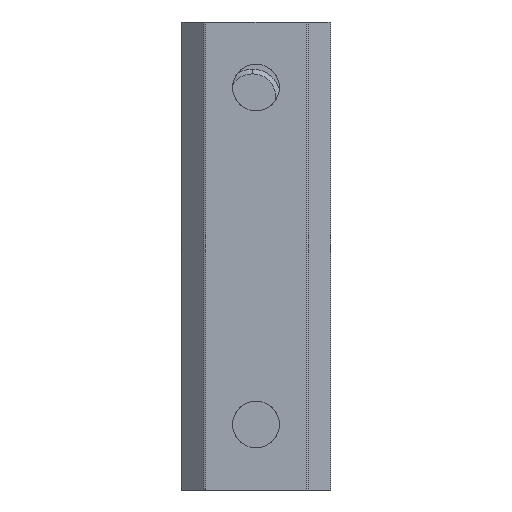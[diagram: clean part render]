
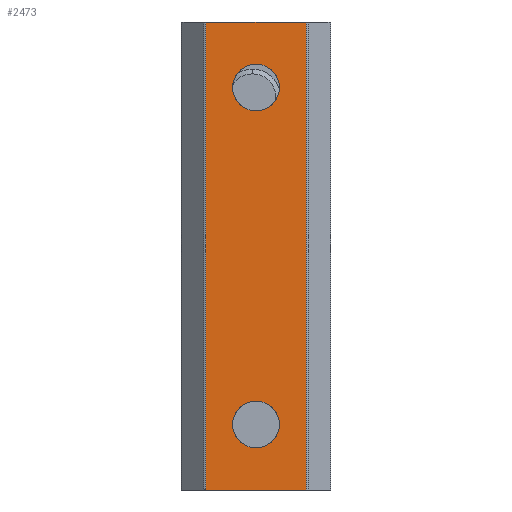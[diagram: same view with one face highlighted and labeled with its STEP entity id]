
A CAD part, front view. The second image highlights one B-rep face of the part: STEP entity #2473.
In plain terms, the highlighted planar face has unit normal (0, -1, 0).
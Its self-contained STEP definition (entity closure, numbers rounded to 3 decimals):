
#42 = CIRCLE ( 'NONE', #1979, 2.5 ) ;
#64 = EDGE_LOOP ( 'NONE', ( #1138, #891, #1626, #2298 ) ) ;
#84 = DIRECTION ( 'NONE',  ( 0., 0., 1. ) ) ;
#128 = VERTEX_POINT ( 'NONE', #1066 ) ;
#156 = FACE_BOUND ( 'NONE', #471, .T. ) ;
#240 = ORIENTED_EDGE ( 'NONE', *, *, #628, .F. ) ;
#271 = AXIS2_PLACEMENT_3D ( 'NONE', #1291, #1330, #2142 ) ;
#282 = DIRECTION ( 'NONE',  ( 0., -1., 0. ) ) ;
#305 = CARTESIAN_POINT ( 'NONE',  ( 5.5, 0., 25. ) ) ;
#338 = EDGE_CURVE ( 'NONE', #128, #1202, #1695, .T. ) ;
#471 = EDGE_LOOP ( 'NONE', ( #240, #2335 ) ) ;
#475 = DIRECTION ( 'NONE',  ( 0., 0., -1. ) ) ;
#497 = VERTEX_POINT ( 'NONE', #696 ) ;
#557 = EDGE_CURVE ( 'NONE', #1977, #1825, #1819, .T. ) ;
#575 = LINE ( 'NONE', #1259, #2532 ) ;
#590 = VERTEX_POINT ( 'NONE', #2230 ) ;
#614 = CARTESIAN_POINT ( 'NONE',  ( 5.5, 0., 25. ) ) ;
#628 = EDGE_CURVE ( 'NONE', #1825, #1977, #2381, .T. ) ;
#696 = CARTESIAN_POINT ( 'NONE',  ( -5.376, 0., -25. ) ) ;
#752 = ORIENTED_EDGE ( 'NONE', *, *, #955, .F. ) ;
#753 = FACE_OUTER_BOUND ( 'NONE', #64, .T. ) ;
#774 = EDGE_CURVE ( 'NONE', #1608, #590, #42, .T. ) ;
#820 = EDGE_LOOP ( 'NONE', ( #1528, #752 ) ) ;
#891 = ORIENTED_EDGE ( 'NONE', *, *, #949, .F. ) ;
#924 = CARTESIAN_POINT ( 'NONE',  ( 0., 0., -18. ) ) ;
#949 = EDGE_CURVE ( 'NONE', #1202, #1896, #1657, .T. ) ;
#955 = EDGE_CURVE ( 'NONE', #590, #1608, #958, .T. ) ;
#958 = CIRCLE ( 'NONE', #271, 2.5 ) ;
#971 = CARTESIAN_POINT ( 'NONE',  ( 0., 0., -18. ) ) ;
#1022 = DIRECTION ( 'NONE',  ( 0., -1., 0. ) ) ;
#1066 = CARTESIAN_POINT ( 'NONE',  ( -5.376, 0., 25. ) ) ;
#1094 = DIRECTION ( 'NONE',  ( 0., 0., 1. ) ) ;
#1138 = ORIENTED_EDGE ( 'NONE', *, *, #1179, .F. ) ;
#1166 = CARTESIAN_POINT ( 'NONE',  ( 5.5, 0., -25. ) ) ;
#1179 = EDGE_CURVE ( 'NONE', #1896, #497, #1296, .T. ) ;
#1189 = DIRECTION ( 'NONE',  ( 0., -1., 0. ) ) ;
#1202 = VERTEX_POINT ( 'NONE', #2228 ) ;
#1216 = FACE_BOUND ( 'NONE', #820, .T. ) ;
#1259 = CARTESIAN_POINT ( 'NONE',  ( -5.376, 0., 25. ) ) ;
#1291 = CARTESIAN_POINT ( 'NONE',  ( 0., 0., 18. ) ) ;
#1296 = LINE ( 'NONE', #1166, #2344 ) ;
#1330 = DIRECTION ( 'NONE',  ( 0., -1., 0. ) ) ;
#1345 = CARTESIAN_POINT ( 'NONE',  ( 5.376, 0., -25. ) ) ;
#1528 = ORIENTED_EDGE ( 'NONE', *, *, #774, .F. ) ;
#1548 = CARTESIAN_POINT ( 'NONE',  ( 5.376, 0., 25. ) ) ;
#1574 = VECTOR ( 'NONE', #2486, 1000. ) ;
#1586 = AXIS2_PLACEMENT_3D ( 'NONE', #924, #282, #84 ) ;
#1608 = VERTEX_POINT ( 'NONE', #1707 ) ;
#1626 = ORIENTED_EDGE ( 'NONE', *, *, #338, .F. ) ;
#1636 = DIRECTION ( 'NONE',  ( 0., 0., 1. ) ) ;
#1657 = LINE ( 'NONE', #1548, #2503 ) ;
#1695 = LINE ( 'NONE', #614, #1574 ) ;
#1707 = CARTESIAN_POINT ( 'NONE',  ( 0., 0., 20.5 ) ) ;
#1802 = CARTESIAN_POINT ( 'NONE',  ( 0., 0., -20.5 ) ) ;
#1812 = DIRECTION ( 'NONE',  ( 0., 0., 1. ) ) ;
#1819 = CIRCLE ( 'NONE', #1586, 2.5 ) ;
#1825 = VERTEX_POINT ( 'NONE', #2209 ) ;
#1879 = AXIS2_PLACEMENT_3D ( 'NONE', #305, #2630, #1988 ) ;
#1896 = VERTEX_POINT ( 'NONE', #1345 ) ;
#1977 = VERTEX_POINT ( 'NONE', #1802 ) ;
#1979 = AXIS2_PLACEMENT_3D ( 'NONE', #2471, #1022, #1636 ) ;
#1988 = DIRECTION ( 'NONE',  ( -1., 0., 0. ) ) ;
#2142 = DIRECTION ( 'NONE',  ( 0., 0., 1. ) ) ;
#2157 = EDGE_CURVE ( 'NONE', #497, #128, #575, .T. ) ;
#2209 = CARTESIAN_POINT ( 'NONE',  ( 0., 0., -15.5 ) ) ;
#2228 = CARTESIAN_POINT ( 'NONE',  ( 5.376, 0., 25. ) ) ;
#2230 = CARTESIAN_POINT ( 'NONE',  ( 0., 0., 15.5 ) ) ;
#2298 = ORIENTED_EDGE ( 'NONE', *, *, #2157, .F. ) ;
#2330 = AXIS2_PLACEMENT_3D ( 'NONE', #971, #1189, #1812 ) ;
#2335 = ORIENTED_EDGE ( 'NONE', *, *, #557, .F. ) ;
#2344 = VECTOR ( 'NONE', #2562, 1000. ) ;
#2381 = CIRCLE ( 'NONE', #2330, 2.5 ) ;
#2402 = PLANE ( 'NONE',  #1879 ) ;
#2471 = CARTESIAN_POINT ( 'NONE',  ( 0., 0., 18. ) ) ;
#2473 = ADVANCED_FACE ( 'NONE', ( #156, #1216, #753 ), #2402, .F. ) ;
#2486 = DIRECTION ( 'NONE',  ( 1., 0., 0. ) ) ;
#2503 = VECTOR ( 'NONE', #475, 1000. ) ;
#2532 = VECTOR ( 'NONE', #1094, 1000. ) ;
#2562 = DIRECTION ( 'NONE',  ( -1., 0., 0. ) ) ;
#2630 = DIRECTION ( 'NONE',  ( 0., 1., 0. ) ) ;
